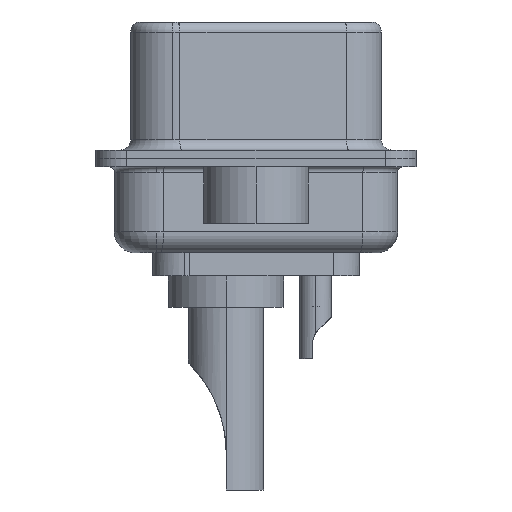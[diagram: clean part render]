
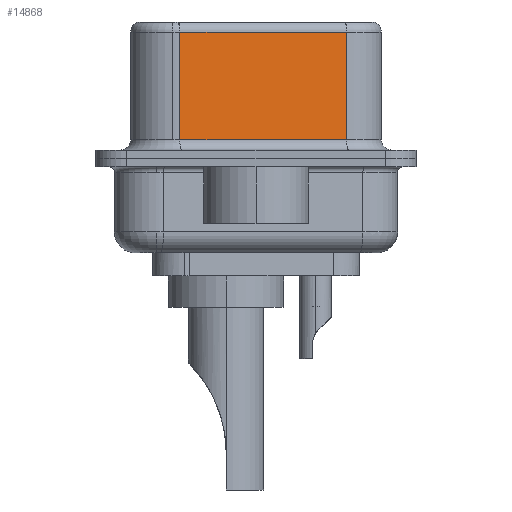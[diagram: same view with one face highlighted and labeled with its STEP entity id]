
A CAD part, left-side view. The second image highlights one B-rep face of the part: STEP entity #14868.
In plain terms, the highlighted planar face has unit normal (-0.985, -0.174, 0).
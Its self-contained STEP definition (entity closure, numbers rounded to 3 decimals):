
#11 = EDGE_CURVE ( 'NONE', #2956, #18834, #12275, .T. ) ;
#485 = CARTESIAN_POINT ( 'NONE',  ( 3.73, 3.628, 6.52 ) ) ;
#1143 = CARTESIAN_POINT ( 'NONE',  ( 5.132, -4.322, 6.02 ) ) ;
#2285 = VECTOR ( 'NONE', #9013, 1000. ) ;
#2956 = VERTEX_POINT ( 'NONE', #22296 ) ;
#3231 = VECTOR ( 'NONE', #8659, 1000. ) ;
#3447 = LINE ( 'NONE', #22200, #13423 ) ;
#4838 = ORIENTED_EDGE ( 'NONE', *, *, #13634, .T. ) ;
#5549 = VERTEX_POINT ( 'NONE', #19143 ) ;
#6612 = EDGE_CURVE ( 'NONE', #5549, #2956, #8224, .T. ) ;
#7796 = DIRECTION ( 'NONE',  ( 0.174, -0.985, 0. ) ) ;
#8224 = LINE ( 'NONE', #1143, #3231 ) ;
#8610 = EDGE_CURVE ( 'NONE', #5549, #19142, #3447, .T. ) ;
#8659 = DIRECTION ( 'NONE',  ( -0.174, 0.985, 0. ) ) ;
#9013 = DIRECTION ( 'NONE',  ( 0., 0., -1. ) ) ;
#9108 = DIRECTION ( 'NONE',  ( 0., 0., -1. ) ) ;
#9557 = CARTESIAN_POINT ( 'NONE',  ( 5.132, -4.322, 6.52 ) ) ;
#11452 = DIRECTION ( 'NONE',  ( -0.174, 0.985, 0. ) ) ;
#12008 = ORIENTED_EDGE ( 'NONE', *, *, #6612, .T. ) ;
#12226 = CARTESIAN_POINT ( 'NONE',  ( 5.132, -4.322, 0.9 ) ) ;
#12275 = LINE ( 'NONE', #485, #2285 ) ;
#13423 = VECTOR ( 'NONE', #9108, 1000. ) ;
#13634 = EDGE_CURVE ( 'NONE', #18834, #19142, #23596, .T. ) ;
#14577 = AXIS2_PLACEMENT_3D ( 'NONE', #9557, #22656, #11452 ) ;
#14868 = ADVANCED_FACE ( 'NONE', ( #16270 ), #20763, .F. ) ;
#15616 = EDGE_LOOP ( 'NONE', ( #18186, #12008, #21725, #4838 ) ) ;
#16270 = FACE_OUTER_BOUND ( 'NONE', #15616, .T. ) ;
#18186 = ORIENTED_EDGE ( 'NONE', *, *, #8610, .F. ) ;
#18605 = VECTOR ( 'NONE', #7796, 1000. ) ;
#18834 = VERTEX_POINT ( 'NONE', #22642 ) ;
#19005 = CARTESIAN_POINT ( 'NONE',  ( 5.132, -4.322, 0.9 ) ) ;
#19142 = VERTEX_POINT ( 'NONE', #12226 ) ;
#19143 = CARTESIAN_POINT ( 'NONE',  ( 5.132, -4.322, 6.02 ) ) ;
#20763 = PLANE ( 'NONE',  #14577 ) ;
#21725 = ORIENTED_EDGE ( 'NONE', *, *, #11, .T. ) ;
#22200 = CARTESIAN_POINT ( 'NONE',  ( 5.132, -4.322, 6.52 ) ) ;
#22296 = CARTESIAN_POINT ( 'NONE',  ( 3.73, 3.628, 6.02 ) ) ;
#22642 = CARTESIAN_POINT ( 'NONE',  ( 3.73, 3.628, 0.9 ) ) ;
#22656 = DIRECTION ( 'NONE',  ( 0.985, 0.174, 0. ) ) ;
#23596 = LINE ( 'NONE', #19005, #18605 ) ;
